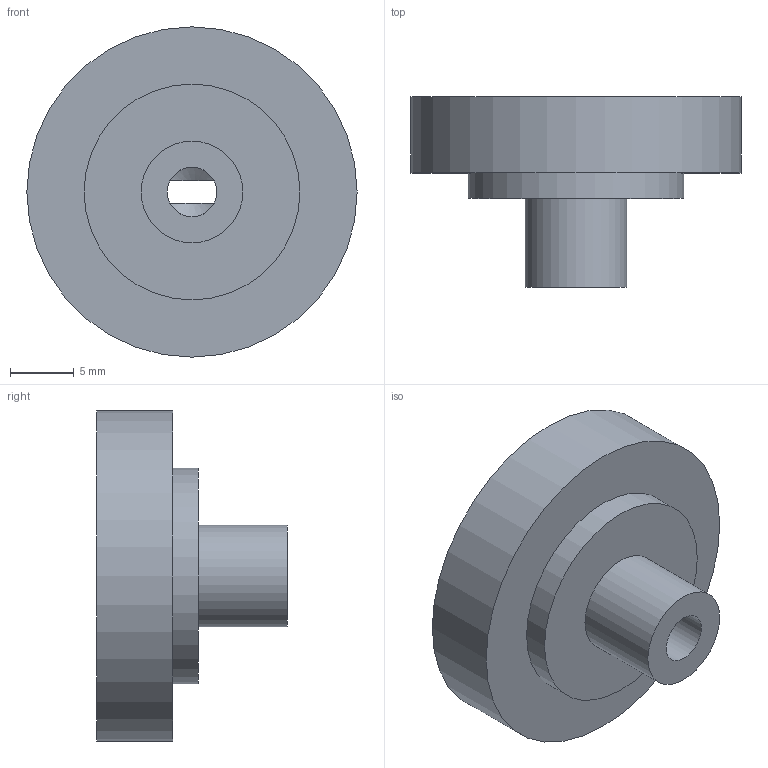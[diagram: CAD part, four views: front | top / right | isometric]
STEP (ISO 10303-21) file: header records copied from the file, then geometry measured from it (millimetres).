
FILE_DESCRIPTION(/* description */ (''),/* implementation_level */ '2;1');
FILE_NAME(/* name */ 'Arm - 608 bearing cap [Med] v1.step',/* time_stamp */ '2022-05-20T10:56:58-04:00',/* author */ (''),/* organization */ (''),/* preprocessor_version */ 'ST-DEVELOPER v18.1',/* originating_system */ 'Autodesk Translation Framework v10.14.0.1471',/* authorisation */ '');
FILE_SCHEMA (('AUTOMOTIVE_DESIGN { 1 0 10303 214 3 1 1 }'));
Length unit declared in the file: millimetre
Products named in the file (1): Arm - 608 bearing cap [Med]
Bounding box: 26 x 15 x 26 mm (x, y, z)
Volume: 3768 mm3; surface area: 2070.1 mm2
Topology: 1 solids, 1 shells, 16 faces, 32 edges, 20 vertices
Faces by surface type: plane 8, cylinder 6, cone 2
Full cylindrical faces by diameter (mm): 3.9 x1, 8 x1, 17 x1, 26 x1
Entity records: 455 total; most frequent: DIRECTION 80, CARTESIAN_POINT 73, ORIENTED_EDGE 64, AXIS2_PLACEMENT_3D 33, EDGE_CURVE 32, EDGE_LOOP 20, VERTEX_POINT 20, FACE_OUTER_BOUND 16
